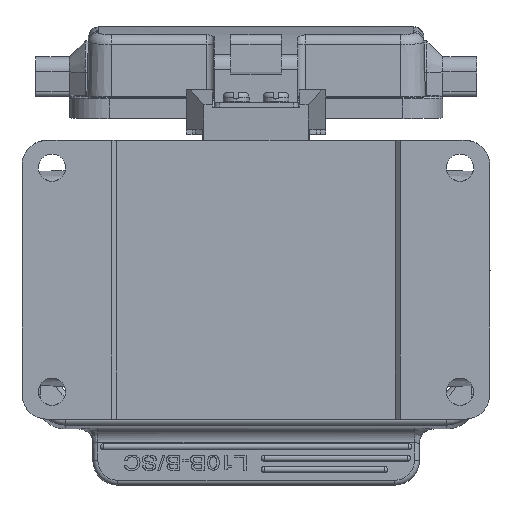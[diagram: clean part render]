
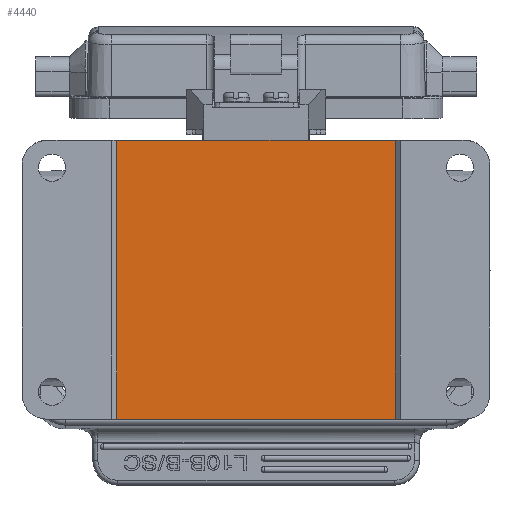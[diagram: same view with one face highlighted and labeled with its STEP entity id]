
A CAD part, front view. The second image highlights one B-rep face of the part: STEP entity #4440.
In plain terms, the highlighted planar face has unit normal (0, 1, 0.009).
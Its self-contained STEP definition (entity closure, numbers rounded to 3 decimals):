
#4440=ADVANCED_FACE('',(#6460),#5426,.T.);
#5426=PLANE('',#27712);
#6460=FACE_OUTER_BOUND('',#7913,.T.);
#7913=EDGE_LOOP('',(#12670,#12671,#12672,#12673));
#12670=ORIENTED_EDGE('',*,*,#21372,.F.);
#12671=ORIENTED_EDGE('',*,*,#21373,.F.);
#12672=ORIENTED_EDGE('',*,*,#21369,.T.);
#12673=ORIENTED_EDGE('',*,*,#21374,.F.);
#18036=VERTEX_POINT('',#43322);
#18037=VERTEX_POINT('',#43324);
#18039=VERTEX_POINT('',#43330);
#18040=VERTEX_POINT('',#43331);
#21369=EDGE_CURVE('',#18037,#18036,#24023,.T.);
#21372=EDGE_CURVE('',#18039,#18040,#24026,.T.);
#21373=EDGE_CURVE('',#18037,#18039,#24027,.T.);
#21374=EDGE_CURVE('',#18040,#18036,#24028,.T.);
#24023=LINE('',#43323,#25708);
#24026=LINE('',#43329,#25711);
#24027=LINE('',#43332,#25712);
#24028=LINE('',#43333,#25713);
#25708=VECTOR('',#31890,1.);
#25711=VECTOR('',#31895,1.);
#25712=VECTOR('',#31896,1.);
#25713=VECTOR('',#31897,1.);
#27712=AXIS2_PLACEMENT_3D('',#43334,#31898,#31899);
#31890=DIRECTION('',(0.,-0.009,1.));
#31895=DIRECTION('',(0.,-0.009,1.));
#31896=DIRECTION('',(1.,0.,0.));
#31897=DIRECTION('',(-1.,0.,0.));
#31898=DIRECTION('',(0.,1.,0.009));
#31899=DIRECTION('',(0.,-0.009,1.));
#43322=CARTESIAN_POINT('',(18.986,-22.267,5.854));
#43323=CARTESIAN_POINT('',(18.986,-22.267,5.854));
#43324=CARTESIAN_POINT('',(18.986,-21.779,-50.144));
#43329=CARTESIAN_POINT('',(74.986,-22.285,5.854));
#43330=CARTESIAN_POINT('',(74.986,-21.796,-50.144));
#43331=CARTESIAN_POINT('',(74.986,-22.285,5.854));
#43332=CARTESIAN_POINT('',(74.986,-21.796,-50.144));
#43333=CARTESIAN_POINT('',(18.986,-22.267,5.854));
#43334=CARTESIAN_POINT('',(46.986,-22.032,-22.145));
